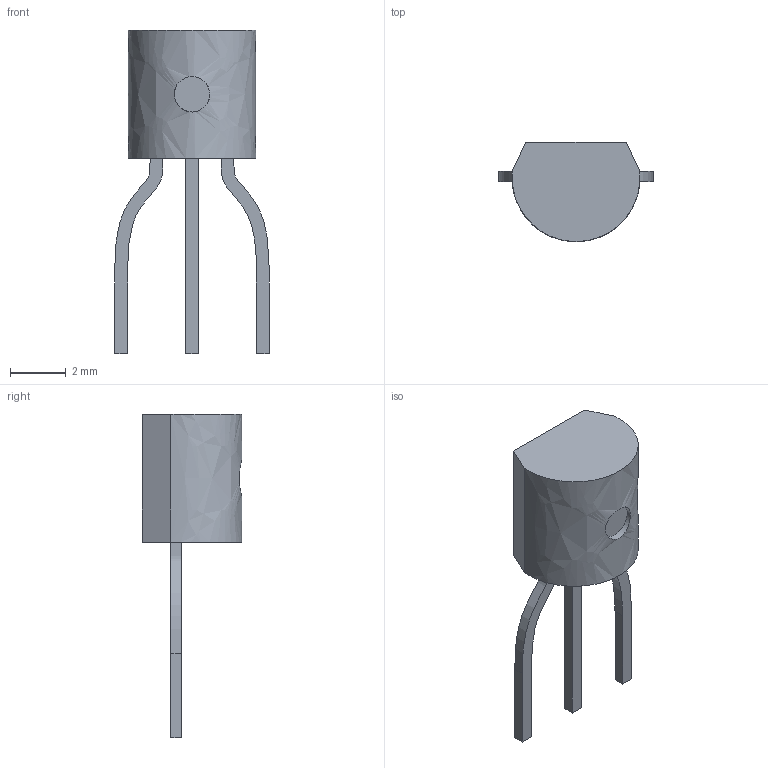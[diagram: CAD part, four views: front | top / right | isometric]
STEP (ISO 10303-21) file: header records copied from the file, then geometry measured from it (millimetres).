
FILE_DESCRIPTION(/* description */ (''),/* implementation_level */ '2;1');
FILE_NAME(/* name */ 'TO-92F~1',/* time_stamp */ '2017-03-18T17:20:19+01:00',/* author */ (''),/* organization */ (''),/* preprocessor_version */ 'ST-DEVELOPER v14',/* originating_system */ '',/* authorisation */ '');
FILE_SCHEMA (('AUTOMOTIVE_DESIGN'));
Length unit declared in the file: millimetre
Products named in the file (1): Document
Bounding box: 5.54 x 3.56 x 11.58 mm (x, y, z)
Volume: 65.5 mm3; surface area: 127.4 mm2
Topology: 4 solids, 4 shells, 31 faces, 66 edges, 44 vertices
Faces by surface type: bspline 18, plane 13
Entity records: 1368 total; most frequent: CARTESIAN_POINT 863, ORIENTED_EDGE 132, EDGE_CURVE 66, B_SPLINE_CURVE_WITH_KNOTS 50, VERTEX_POINT 44, EDGE_LOOP 32, ADVANCED_FACE 31, FACE_OUTER_BOUND 31
